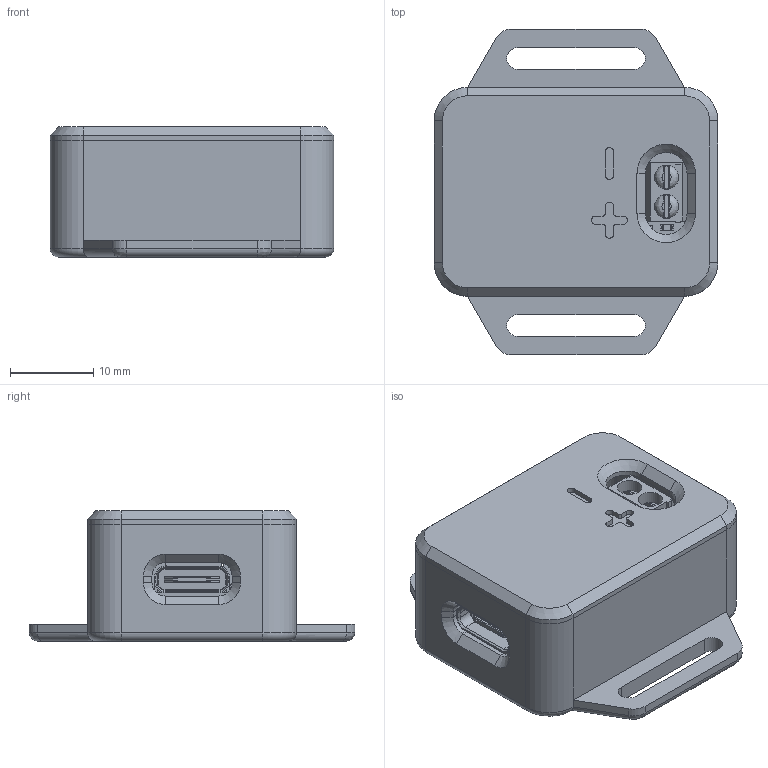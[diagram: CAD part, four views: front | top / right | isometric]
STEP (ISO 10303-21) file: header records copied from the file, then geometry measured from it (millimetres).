
FILE_DESCRIPTION(/* description */ ('','CAx-IF Rec.Pracs.---Representation and Presentation of Product Manufacturing Information (PMI)---4.0---2014-10-13'),/* implementation_level */ '2;1');
FILE_NAME(/* name */ 'Case BQ25185 5V Buck v7.step',/* time_stamp */ '2025-01-22T16:58:09-05:00',/* author */ (''),/* organization */ (''),/* preprocessor_version */ 'ST-DEVELOPER v20',/* originating_system */ 'Autodesk Translation Framework v13.20.0.188',/* authorisation */ '');
FILE_SCHEMA (('AP242_MANAGED_MODEL_BASED_3D_ENGINEERING_MIM_LF { 1 0 10303 442 1 1 4 }'));
Length unit declared in the file: millimetre
Products named in the file (16): Case BQ25185 5V Buck; Adafruit bq25185 with 5V Boost Breakout; PCB Component; Board; USB C; 100K; RED; 22uF; JST2PH; BQ25185; NSR0320; TPS61023; 1uH; 3.5mm 2p; Bottom; Top
Assembly tree (34 placements, depth 4):
  Case BQ25185 5V Buck
    Adafruit bq25185 with 5V Boost Breakout
      PCB Component
        Board
        USB C
        100K  x12
        RED  x3
        22uF  x6
        JST2PH
        BQ25185
        NSR0320  x2
        TPS61023
        1uH
        3.5mm 2p
    Bottom
    Top
Bounding box: 34 x 39 x 15.6 mm (x, y, z)
Volume: 6741.2 mm3; surface area: 10653.8 mm2
Topology: 90 solids, 90 shells, 1910 faces, 4789 edges, 3084 vertices
Faces by surface type: plane 1362, cylinder 368, torus 98, bspline 54, cone 22, sphere 6
Full cylindrical faces by diameter (mm): 0.394 x37, 0.5 x4, 0.65 x2, 0.77 x2, 1 x10, 1.86 x2, 2 x8, 2.2 x2, 2.5 x4, 2.9 x4, 5.4 x4
Entity records: 48228 total; most frequent: CARTESIAN_POINT 10259, DIRECTION 7659, ORIENTED_EDGE 7578, EDGE_CURVE 3789, LINE 2775, VECTOR 2775, AXIS2_PLACEMENT_3D 2442, VERTEX_POINT 2424
